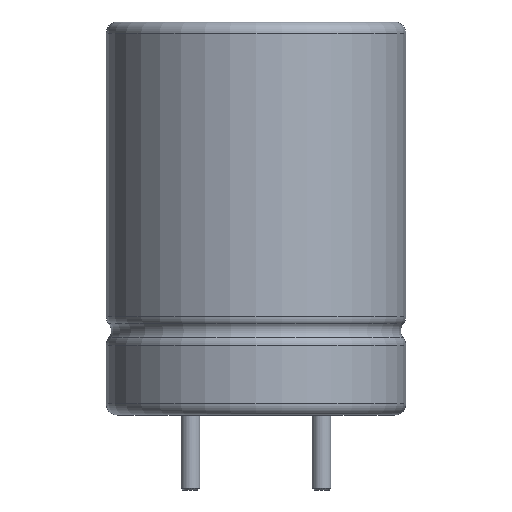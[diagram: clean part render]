
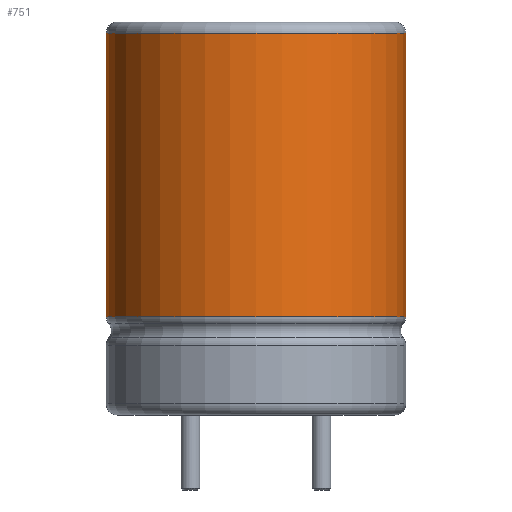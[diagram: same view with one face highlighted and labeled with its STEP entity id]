
A CAD part, front view. The second image highlights one B-rep face of the part: STEP entity #751.
In plain terms, the highlighted cylindrical face has radius 4 mm (diameter 8 mm), a full revolution.
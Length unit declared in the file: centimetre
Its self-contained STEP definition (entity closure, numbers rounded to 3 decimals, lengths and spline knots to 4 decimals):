
#237=CYLINDRICAL_SURFACE('',#808,0.4);
#298=VERTEX_POINT('',#1247);
#299=VERTEX_POINT('',#1250);
#314=CIRCLE('',#807,0.4);
#315=CIRCLE('',#809,0.4);
#405=EDGE_CURVE('',#298,#298,#314,.T.);
#406=EDGE_CURVE('',#299,#299,#315,.T.);
#582=ORIENTED_EDGE('',*,*,#406,.F.);
#583=ORIENTED_EDGE('',*,*,#405,.F.);
#642=EDGE_LOOP('',(#582));
#643=EDGE_LOOP('',(#583));
#702=FACE_BOUND('',#642,.T.);
#703=FACE_BOUND('',#643,.T.);
#751=ADVANCED_FACE('',(#702,#703),#237,.T.);
#807=AXIS2_PLACEMENT_3D('',#1246,#1387,#1388);
#808=AXIS2_PLACEMENT_3D('',#1248,#1389,#1390);
#809=AXIS2_PLACEMENT_3D('',#1249,#1391,#1392);
#1246=CARTESIAN_POINT('',(0.,0.,1.02));
#1247=CARTESIAN_POINT('',(0.4,0.,1.02));
#1248=CARTESIAN_POINT('',(0.,0.,0.25));
#1249=CARTESIAN_POINT('',(0.,0.,0.2628));
#1250=CARTESIAN_POINT('',(0.4,0.,0.2628));
#1387=DIRECTION('',(0.,0.,1.));
#1388=DIRECTION('',(-0.4,0.,0.));
#1389=DIRECTION('',(0.,0.,1.));
#1390=DIRECTION('',(0.4,0.,0.));
#1391=DIRECTION('',(0.,0.,-1.));
#1392=DIRECTION('',(-0.4,0.,0.));
